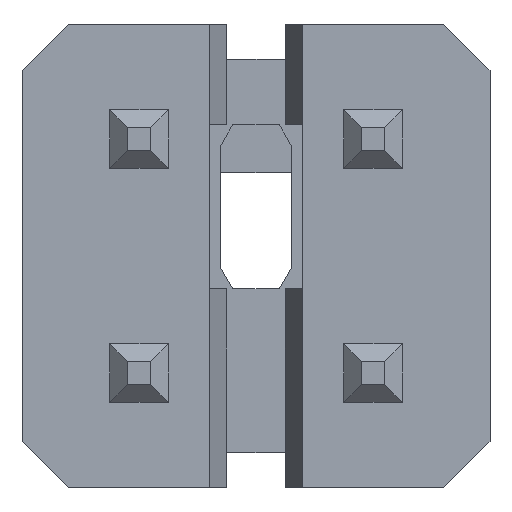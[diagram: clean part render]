
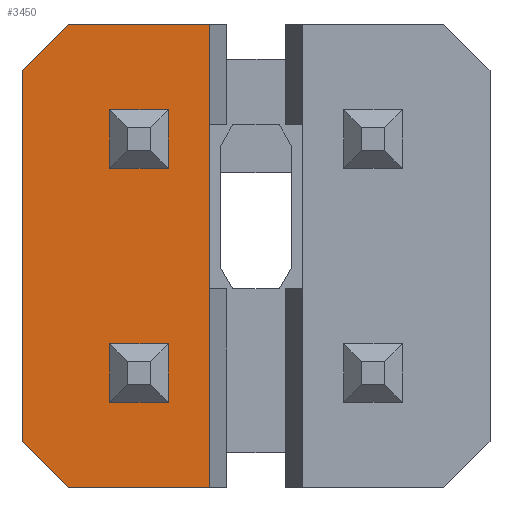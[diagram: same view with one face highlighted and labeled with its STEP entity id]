
A CAD part, front view. The second image highlights one B-rep face of the part: STEP entity #3450.
In plain terms, the highlighted face is planar.
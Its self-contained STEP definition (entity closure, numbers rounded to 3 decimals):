
#82=FACE_BOUND('',#373,.T.);
#83=FACE_BOUND('',#374,.T.);
#188=FACE_OUTER_BOUND('',#372,.T.);
#372=EDGE_LOOP('',(#2303,#2304,#2305,#2306,#2307,#2308));
#373=EDGE_LOOP('',(#2309,#2310,#2311,#2312));
#374=EDGE_LOOP('',(#2313,#2314,#2315,#2316));
#575=LINE('',#4797,#1031);
#579=LINE('',#4805,#1035);
#580=LINE('',#4807,#1036);
#581=LINE('',#4809,#1037);
#582=LINE('',#4811,#1038);
#583=LINE('',#4812,#1039);
#584=LINE('',#4815,#1040);
#585=LINE('',#4817,#1041);
#586=LINE('',#4819,#1042);
#587=LINE('',#4820,#1043);
#588=LINE('',#4823,#1044);
#589=LINE('',#4825,#1045);
#590=LINE('',#4827,#1046);
#591=LINE('',#4828,#1047);
#1031=VECTOR('',#3890,10.);
#1035=VECTOR('',#3896,1000.);
#1036=VECTOR('',#3897,10.);
#1037=VECTOR('',#3898,1000.);
#1038=VECTOR('',#3899,1000.);
#1039=VECTOR('',#3900,10.);
#1040=VECTOR('',#3901,1000.);
#1041=VECTOR('',#3902,1000.);
#1042=VECTOR('',#3903,1000.);
#1043=VECTOR('',#3904,1000.);
#1044=VECTOR('',#3905,1000.);
#1045=VECTOR('',#3906,1000.);
#1046=VECTOR('',#3907,1000.);
#1047=VECTOR('',#3908,1000.);
#1487=VERTEX_POINT('',#4795);
#1488=VERTEX_POINT('',#4796);
#1491=VERTEX_POINT('',#4804);
#1492=VERTEX_POINT('',#4806);
#1493=VERTEX_POINT('',#4808);
#1494=VERTEX_POINT('',#4810);
#1495=VERTEX_POINT('',#4813);
#1496=VERTEX_POINT('',#4814);
#1497=VERTEX_POINT('',#4816);
#1498=VERTEX_POINT('',#4818);
#1499=VERTEX_POINT('',#4821);
#1500=VERTEX_POINT('',#4822);
#1501=VERTEX_POINT('',#4824);
#1502=VERTEX_POINT('',#4826);
#1807=EDGE_CURVE('',#1487,#1488,#575,.T.);
#1811=EDGE_CURVE('',#1487,#1491,#579,.T.);
#1812=EDGE_CURVE('',#1492,#1491,#580,.T.);
#1813=EDGE_CURVE('',#1492,#1493,#581,.T.);
#1814=EDGE_CURVE('',#1493,#1494,#582,.T.);
#1815=EDGE_CURVE('',#1488,#1494,#583,.T.);
#1816=EDGE_CURVE('',#1495,#1496,#584,.T.);
#1817=EDGE_CURVE('',#1497,#1495,#585,.T.);
#1818=EDGE_CURVE('',#1498,#1497,#586,.T.);
#1819=EDGE_CURVE('',#1496,#1498,#587,.T.);
#1820=EDGE_CURVE('',#1499,#1500,#588,.T.);
#1821=EDGE_CURVE('',#1501,#1499,#589,.T.);
#1822=EDGE_CURVE('',#1502,#1501,#590,.T.);
#1823=EDGE_CURVE('',#1500,#1502,#591,.T.);
#2303=ORIENTED_EDGE('',*,*,#1807,.F.);
#2304=ORIENTED_EDGE('',*,*,#1811,.T.);
#2305=ORIENTED_EDGE('',*,*,#1812,.F.);
#2306=ORIENTED_EDGE('',*,*,#1813,.T.);
#2307=ORIENTED_EDGE('',*,*,#1814,.T.);
#2308=ORIENTED_EDGE('',*,*,#1815,.F.);
#2309=ORIENTED_EDGE('',*,*,#1816,.F.);
#2310=ORIENTED_EDGE('',*,*,#1817,.F.);
#2311=ORIENTED_EDGE('',*,*,#1818,.F.);
#2312=ORIENTED_EDGE('',*,*,#1819,.F.);
#2313=ORIENTED_EDGE('',*,*,#1820,.F.);
#2314=ORIENTED_EDGE('',*,*,#1821,.F.);
#2315=ORIENTED_EDGE('',*,*,#1822,.F.);
#2316=ORIENTED_EDGE('',*,*,#1823,.F.);
#3284=PLANE('',#3661);
#3450=ADVANCED_FACE('',(#188,#82,#83),#3284,.T.);
#3661=AXIS2_PLACEMENT_3D('',#4803,#3894,#3895);
#3890=DIRECTION('',(0.707,0.707,0.));
#3894=DIRECTION('center_axis',(0.,0.,1.));
#3895=DIRECTION('ref_axis',(1.,0.,0.));
#3896=DIRECTION('',(0.,-1.,0.));
#3897=DIRECTION('',(-0.707,0.707,0.));
#3898=DIRECTION('',(1.,0.,0.));
#3899=DIRECTION('',(0.,1.,0.));
#3900=DIRECTION('',(1.,0.,0.));
#3901=DIRECTION('',(-1.,0.,0.));
#3902=DIRECTION('',(0.,1.,0.));
#3903=DIRECTION('',(1.,0.,0.));
#3904=DIRECTION('',(0.,-1.,0.));
#3905=DIRECTION('',(-1.,0.,0.));
#3906=DIRECTION('',(0.,1.,0.));
#3907=DIRECTION('',(1.,0.,0.));
#3908=DIRECTION('',(0.,-1.,0.));
#4795=CARTESIAN_POINT('',(-2.54,1.48,1.27));
#4796=CARTESIAN_POINT('',(-2.04,1.98,1.27));
#4797=CARTESIAN_POINT('',(-2.15,1.87,1.27));
#4803=CARTESIAN_POINT('Origin',(0.,0.,1.27));
#4804=CARTESIAN_POINT('',(-2.54,-2.548,1.27));
#4805=CARTESIAN_POINT('',(-2.54,3.048,1.27));
#4806=CARTESIAN_POINT('',(-2.04,-3.048,1.27));
#4807=CARTESIAN_POINT('',(-2.417,-2.671,1.27));
#4808=CARTESIAN_POINT('',(-0.508,-3.048,1.27));
#4809=CARTESIAN_POINT('',(-2.54,-3.048,1.27));
#4810=CARTESIAN_POINT('',(-0.508,1.98,1.27));
#4811=CARTESIAN_POINT('',(-0.508,0.,1.27));
#4812=CARTESIAN_POINT('',(1.202,1.98,1.27));
#4813=CARTESIAN_POINT('',(-0.953,1.054,1.27));
#4814=CARTESIAN_POINT('',(-1.588,1.054,1.27));
#4815=CARTESIAN_POINT('',(-0.953,1.054,1.27));
#4816=CARTESIAN_POINT('',(-0.953,0.418,1.27));
#4817=CARTESIAN_POINT('',(-0.953,0.953,1.27));
#4818=CARTESIAN_POINT('',(-1.588,0.418,1.27));
#4819=CARTESIAN_POINT('',(-1.588,0.418,1.27));
#4820=CARTESIAN_POINT('',(-1.588,1.588,1.27));
#4821=CARTESIAN_POINT('',(-0.953,-1.487,1.27));
#4822=CARTESIAN_POINT('',(-1.588,-1.487,1.27));
#4823=CARTESIAN_POINT('',(-0.953,-1.487,1.27));
#4824=CARTESIAN_POINT('',(-0.953,-2.122,1.27));
#4825=CARTESIAN_POINT('',(-0.953,-1.588,1.27));
#4826=CARTESIAN_POINT('',(-1.588,-2.122,1.27));
#4827=CARTESIAN_POINT('',(-1.588,-2.122,1.27));
#4828=CARTESIAN_POINT('',(-1.588,-0.953,1.27));
